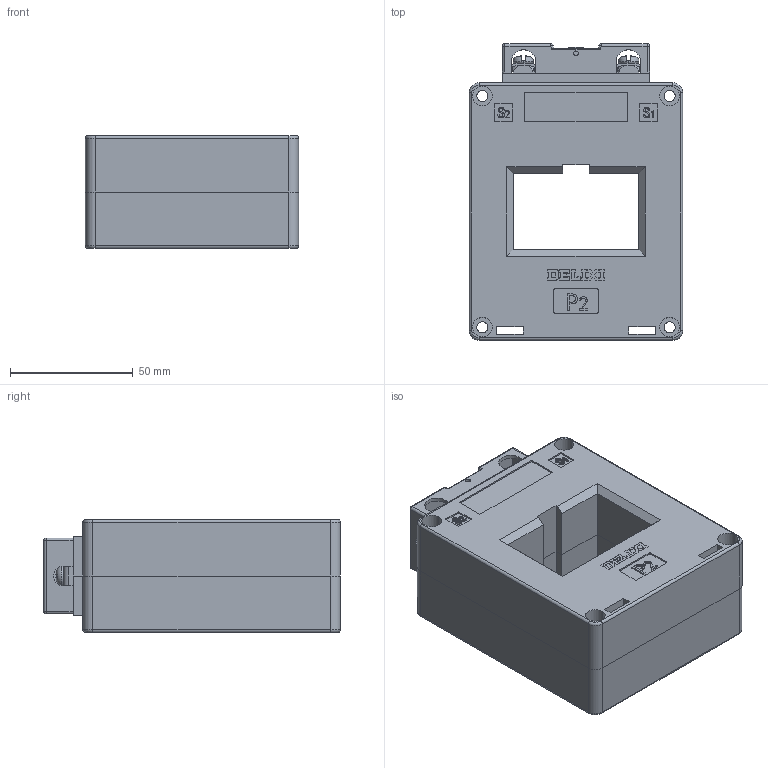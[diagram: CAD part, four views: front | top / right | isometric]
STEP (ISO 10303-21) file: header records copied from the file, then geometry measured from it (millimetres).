
FILE_DESCRIPTION (( 'STEP AP203' ), '1' );
FILE_NAME ('50装配体1.STEP', '2025-06-21T12:01:39', ( '微软用户' ), ( '微软中国' ), 'SwSTEP 2.0', 'SolidWorks 2020', '' );
FILE_SCHEMA (( 'CONFIG_CONTROL_DESIGN' ));
Length unit declared in the file: millimetre
Products named in the file (8): 諉盄啣; 嘐隅偌聽-22; 肣И璃5x10; 諉盄蹟佪3; K3 50P1-1; 50蚾饜极1; K3 50P2-2; 閉汒疏裔陔
Assembly tree (10 placements, depth 2):
  50蚾饜极1
    K3 50P1-1
    K3 50P2-2
    嘐隅偌聽-22
    肣И璃5x10  x2
    諉盄啣  x2
    諉盄蹟佪3  x2
    閉汒疏裔陔
Bounding box: 87 x 121 x 46 mm (x, y, z)
Volume: 100092.6 mm3; surface area: 98767.7 mm2
Topology: 10 solids, 10 shells, 1230 faces, 3279 edges, 2138 vertices
Faces by surface type: plane 824, cylinder 253, bspline 85, cone 28, torus 24, sphere 16
Entity records: 41483 total; most frequent: CARTESIAN_POINT 12176, ORIENTED_EDGE 6090, DIRECTION 5497, EDGE_CURVE 3045, LINE 2339, VECTOR 2339, VERTEX_POINT 1998, AXIS2_PLACEMENT_3D 1579
